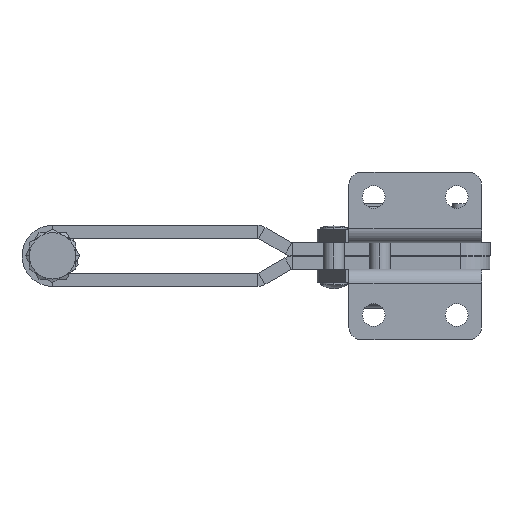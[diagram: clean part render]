
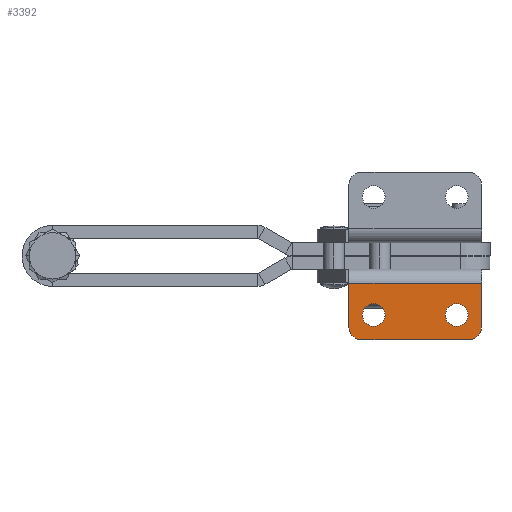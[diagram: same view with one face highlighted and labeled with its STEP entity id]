
A CAD part, front view. The second image highlights one B-rep face of the part: STEP entity #3392.
In plain terms, the highlighted planar face has unit normal (0, -1, 0).
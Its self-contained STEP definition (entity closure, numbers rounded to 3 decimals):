
#2732 = FACE_BOUND ( 'NONE', #14029, .T. ) ;
#2742 = FACE_OUTER_BOUND ( 'NONE', #14092, .T. ) ;
#2744 = FACE_BOUND ( 'NONE', #13988, .T. ) ;
#3392 = ADVANCED_FACE ( 'NONE', ( #2732, #2744, #2742 ), #16723, .T. ) ;
#6430 = CIRCLE ( 'NONE', #22641, 4.35 ) ;
#6442 = CIRCLE ( 'NONE', #22644, 5. ) ;
#6465 = CIRCLE ( 'NONE', #22649, 5. ) ;
#6473 = LINE ( 'NONE', #29190, #6477 ) ;
#6477 = VECTOR ( 'NONE', #29189, 1000. ) ;
#6485 = CIRCLE ( 'NONE', #22654, 4.35 ) ;
#6502 = LINE ( 'NONE', #29217, #6513 ) ;
#6513 = VECTOR ( 'NONE', #29221, 1000. ) ;
#6576 = LINE ( 'NONE', #29288, #6600 ) ;
#6600 = VECTOR ( 'NONE', #29289, 1000. ) ;
#6608 = LINE ( 'NONE', #29291, #6614 ) ;
#6614 = VECTOR ( 'NONE', #29292, 1000. ) ;
#7744 = AXIS2_PLACEMENT_3D ( 'NONE', #16722, #16716, #16725 ) ;
#13559 = AXIS2_PLACEMENT_3D ( 'NONE', #20153, #20154, #20155 ) ;
#13562 = AXIS2_PLACEMENT_3D ( 'NONE', #20168, #20169, #20170 ) ;
#13988 = EDGE_LOOP ( 'NONE', ( #24002, #24001 ) ) ;
#14029 = EDGE_LOOP ( 'NONE', ( #24004, #24003 ) ) ;
#14092 = EDGE_LOOP ( 'NONE', ( #24000, #23999, #23998, #24329, #24328, #24327 ) ) ;
#14594 = EDGE_CURVE ( 'NONE', #29532, #29554, #6430, .T. ) ;
#14600 = EDGE_CURVE ( 'NONE', #28976, #28935, #6442, .T. ) ;
#14604 = EDGE_CURVE ( 'NONE', #28957, #28919, #6465, .T. ) ;
#14606 = EDGE_CURVE ( 'NONE', #28935, #28957, #6473, .T. ) ;
#14609 = EDGE_CURVE ( 'NONE', #29606, #28954, #6485, .T. ) ;
#14616 = EDGE_CURVE ( 'NONE', #28939, #28976, #6502, .T. ) ;
#14643 = EDGE_CURVE ( 'NONE', #28939, #28934, #6576, .T. ) ;
#14645 = EDGE_CURVE ( 'NONE', #28919, #28934, #6608, .T. ) ;
#16095 = EDGE_CURVE ( 'NONE', #29554, #29532, #17588, .T. ) ;
#16102 = EDGE_CURVE ( 'NONE', #28954, #29606, #17593, .T. ) ;
#16716 = DIRECTION ( 'NONE',  ( 0., -1., 0. ) ) ;
#16722 = CARTESIAN_POINT ( 'NONE',  ( 5., -5., -22.1 ) ) ;
#16723 = PLANE ( 'NONE',  #7744 ) ;
#16725 = DIRECTION ( 'NONE',  ( 0., 0., -1. ) ) ;
#17588 = CIRCLE ( 'NONE', #13559, 4.35 ) ;
#17593 = CIRCLE ( 'NONE', #13562, 4.35 ) ;
#20153 = CARTESIAN_POINT ( 'NONE',  ( 9.5, -5., -17.6 ) ) ;
#20154 = DIRECTION ( 'NONE',  ( 0., 1., 0. ) ) ;
#20155 = DIRECTION ( 'NONE',  ( 0., 0., 1. ) ) ;
#20168 = CARTESIAN_POINT ( 'NONE',  ( 41.3, -5., -17.6 ) ) ;
#20169 = DIRECTION ( 'NONE',  ( 0., 1., 0. ) ) ;
#20170 = DIRECTION ( 'NONE',  ( 0., 0., 1. ) ) ;
#21258 = CARTESIAN_POINT ( 'NONE',  ( 0., -5., -22.1 ) ) ;
#21279 = CARTESIAN_POINT ( 'NONE',  ( 0., -5., -5.5 ) ) ;
#21281 = CARTESIAN_POINT ( 'NONE',  ( 45.8, -5., -27.1 ) ) ;
#21289 = CARTESIAN_POINT ( 'NONE',  ( 50.8, -5., -5.5 ) ) ;
#21314 = CARTESIAN_POINT ( 'NONE',  ( 41.3, -5., -21.95 ) ) ;
#21319 = CARTESIAN_POINT ( 'NONE',  ( 5., -5., -27.1 ) ) ;
#21354 = CARTESIAN_POINT ( 'NONE',  ( 50.8, -5., -22.1 ) ) ;
#21436 = CARTESIAN_POINT ( 'NONE',  ( 9.5, -5., -13.25 ) ) ;
#21478 = CARTESIAN_POINT ( 'NONE',  ( 9.5, -5., -21.95 ) ) ;
#21498 = CARTESIAN_POINT ( 'NONE',  ( 41.3, -5., -13.25 ) ) ;
#22641 = AXIS2_PLACEMENT_3D ( 'NONE', #29167, #29168, #29169 ) ;
#22644 = AXIS2_PLACEMENT_3D ( 'NONE', #29182, #29183, #29184 ) ;
#22649 = AXIS2_PLACEMENT_3D ( 'NONE', #29191, #29192, #29193 ) ;
#22654 = AXIS2_PLACEMENT_3D ( 'NONE', #29204, #29205, #29206 ) ;
#23998 = ORIENTED_EDGE ( 'NONE', *, *, #14645, .F. ) ;
#23999 = ORIENTED_EDGE ( 'NONE', *, *, #14643, .T. ) ;
#24000 = ORIENTED_EDGE ( 'NONE', *, *, #14616, .F. ) ;
#24001 = ORIENTED_EDGE ( 'NONE', *, *, #16102, .T. ) ;
#24002 = ORIENTED_EDGE ( 'NONE', *, *, #14609, .T. ) ;
#24003 = ORIENTED_EDGE ( 'NONE', *, *, #16095, .T. ) ;
#24004 = ORIENTED_EDGE ( 'NONE', *, *, #14594, .T. ) ;
#24327 = ORIENTED_EDGE ( 'NONE', *, *, #14600, .F. ) ;
#24328 = ORIENTED_EDGE ( 'NONE', *, *, #14606, .F. ) ;
#24329 = ORIENTED_EDGE ( 'NONE', *, *, #14604, .F. ) ;
#28919 = VERTEX_POINT ( 'NONE', #21258 ) ;
#28934 = VERTEX_POINT ( 'NONE', #21279 ) ;
#28935 = VERTEX_POINT ( 'NONE', #21281 ) ;
#28939 = VERTEX_POINT ( 'NONE', #21289 ) ;
#28954 = VERTEX_POINT ( 'NONE', #21314 ) ;
#28957 = VERTEX_POINT ( 'NONE', #21319 ) ;
#28976 = VERTEX_POINT ( 'NONE', #21354 ) ;
#29167 = CARTESIAN_POINT ( 'NONE',  ( 9.5, -5., -17.6 ) ) ;
#29168 = DIRECTION ( 'NONE',  ( 0., 1., 0. ) ) ;
#29169 = DIRECTION ( 'NONE',  ( 0., 0., 1. ) ) ;
#29182 = CARTESIAN_POINT ( 'NONE',  ( 45.8, -5., -22.1 ) ) ;
#29183 = DIRECTION ( 'NONE',  ( 0., 1., 0. ) ) ;
#29184 = DIRECTION ( 'NONE',  ( 0., 0., -1. ) ) ;
#29189 = DIRECTION ( 'NONE',  ( -1., 0., 0. ) ) ;
#29190 = CARTESIAN_POINT ( 'NONE',  ( 5., -5., -27.1 ) ) ;
#29191 = CARTESIAN_POINT ( 'NONE',  ( 5., -5., -22.1 ) ) ;
#29192 = DIRECTION ( 'NONE',  ( 0., 1., 0. ) ) ;
#29193 = DIRECTION ( 'NONE',  ( 0., 0., -1. ) ) ;
#29204 = CARTESIAN_POINT ( 'NONE',  ( 41.3, -5., -17.6 ) ) ;
#29205 = DIRECTION ( 'NONE',  ( 0., 1., 0. ) ) ;
#29206 = DIRECTION ( 'NONE',  ( 0., 0., 1. ) ) ;
#29217 = CARTESIAN_POINT ( 'NONE',  ( 50.8, -5., -22.1 ) ) ;
#29221 = DIRECTION ( 'NONE',  ( 0., 0., -1. ) ) ;
#29288 = CARTESIAN_POINT ( 'NONE',  ( 5., -5., -5.5 ) ) ;
#29289 = DIRECTION ( 'NONE',  ( -1., 0., 0. ) ) ;
#29291 = CARTESIAN_POINT ( 'NONE',  ( 0., -5., -5. ) ) ;
#29292 = DIRECTION ( 'NONE',  ( 0., 0., 1. ) ) ;
#29532 = VERTEX_POINT ( 'NONE', #21436 ) ;
#29554 = VERTEX_POINT ( 'NONE', #21478 ) ;
#29606 = VERTEX_POINT ( 'NONE', #21498 ) ;
